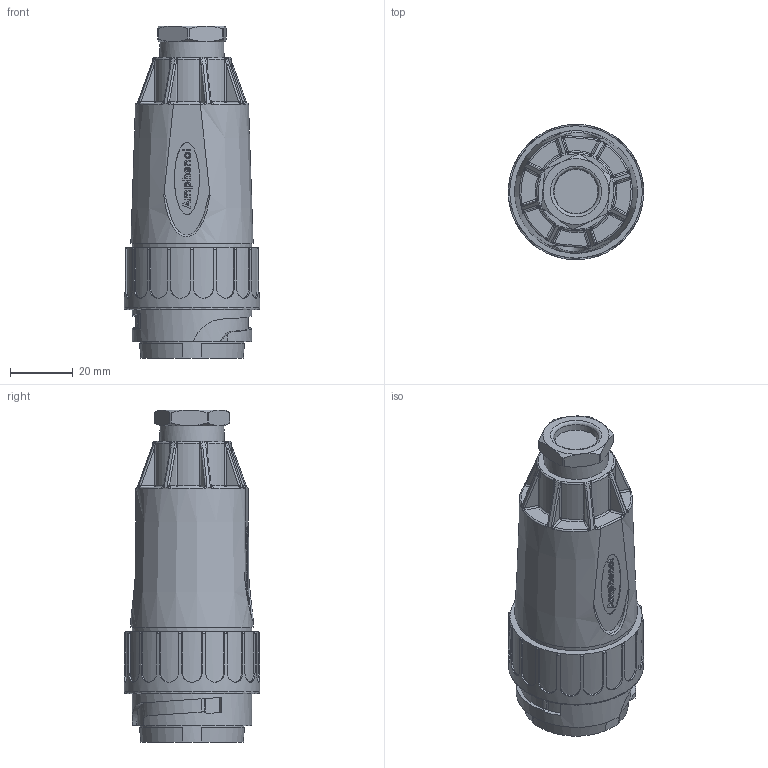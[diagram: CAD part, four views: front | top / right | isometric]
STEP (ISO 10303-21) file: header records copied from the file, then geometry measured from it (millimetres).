
FILE_DESCRIPTION(/* description */ (''),/* implementation_level */ '2;1');
FILE_NAME(/* name */ 'c016 10i019 003 2nxc001-01.stp',/* time_stamp */ '2019-07-08T08:56:47+02:00',/* author */ (''),/* organization */ (''),/* preprocessor_version */ 'ST-DEVELOPER v16.7',/* originating_system */ 'SIEMENS PLM Software NX 12.0',/* authorisation */ '');
FILE_SCHEMA (('AUTOMOTIVE_DESIGN { 1 0 10303 214 3 1 1 1 }'));
Length unit declared in the file: millimetre
Products named in the file (1): c016 10i019 003 2nxc001-01
Bounding box: 43 x 43 x 105.5 mm (x, y, z)
Volume: 92279.4 mm3; surface area: 18378 mm2
Topology: 1 solids, 2 shells, 1266 faces, 3442 edges, 2242 vertices
Faces by surface type: plane 668, cylinder 299, bspline 168, torus 50, cone 35, sphere 32, extrusion 14
Full cylindrical faces by diameter (mm): 1 x1, 16.8 x1, 20.4 x1, 25 x1, 29.1 x1, 33 x1, 38 x2, 38.2 x1, 43 x1
Entity records: 42753 total; most frequent: CARTESIAN_POINT 12408, ORIENTED_EDGE 6794, DIRECTION 5787, EDGE_CURVE 3397, VERTEX_POINT 2225, AXIS2_PLACEMENT_3D 1954, VECTOR 1879, LINE 1865
